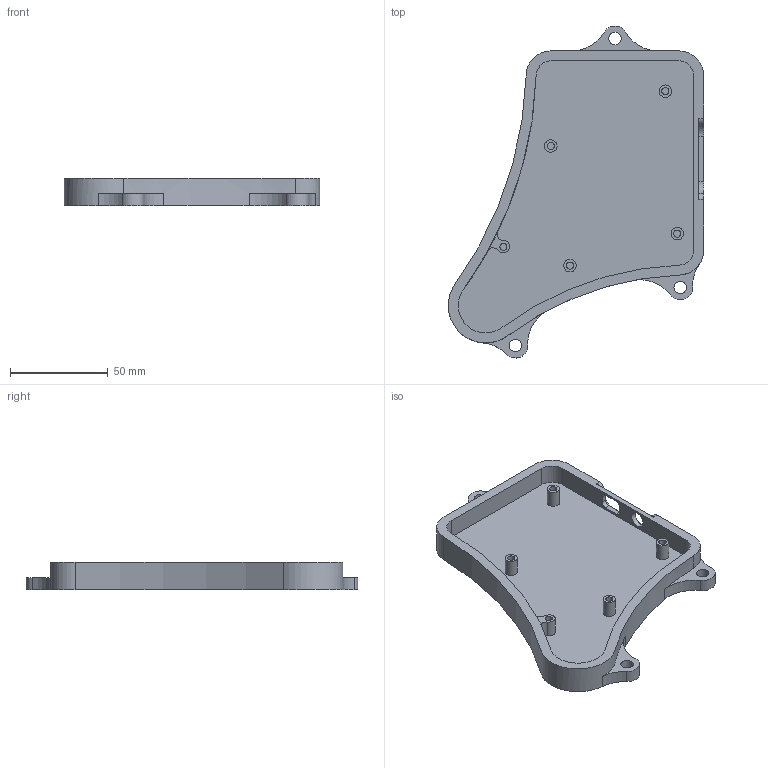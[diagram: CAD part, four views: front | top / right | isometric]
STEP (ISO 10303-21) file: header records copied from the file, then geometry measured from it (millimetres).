
FILE_DESCRIPTION(/* description */ (''),/* implementation_level */ '2;1');
FILE_NAME(/* name */ 'Left Case.stp',/* time_stamp */ '2016-04-22T20:35:38-07:00',/* author */ ('Josh'),/* organization */ (''),/* preprocessor_version */ 'ST-DEVELOPER v15.6',/* originating_system */ 'Autodesk Inventor 2015',/* authorisation */ '');
FILE_SCHEMA (('AUTOMOTIVE_DESIGN { 1 0 10303 214 3 1 1 }'));
Length unit declared in the file: inch
Products named in the file (1): Small Board Case
Bounding box: 130.32 x 169.41 x 14.29 mm (x, y, z)
Volume: 81451.2 mm3; surface area: 40668.9 mm2
Topology: 1 solids, 1 shells, 71 faces, 180 edges, 121 vertices
Faces by surface type: cylinder 45, plane 26
Full cylindrical faces by diameter (mm): 3.658 x5, 6.35 x7, 8.001 x1
Entity records: 2148 total; most frequent: DIRECTION 404, CARTESIAN_POINT 354, ORIENTED_EDGE 328, AXIS2_PLACEMENT_3D 168, EDGE_CURVE 164, VERTEX_POINT 118, EDGE_LOOP 104, CIRCLE 96
